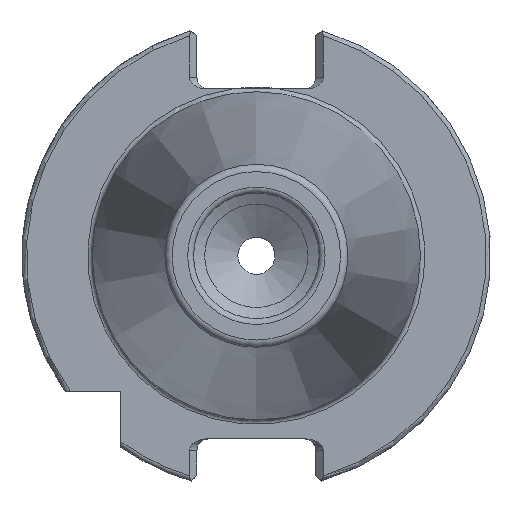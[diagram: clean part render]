
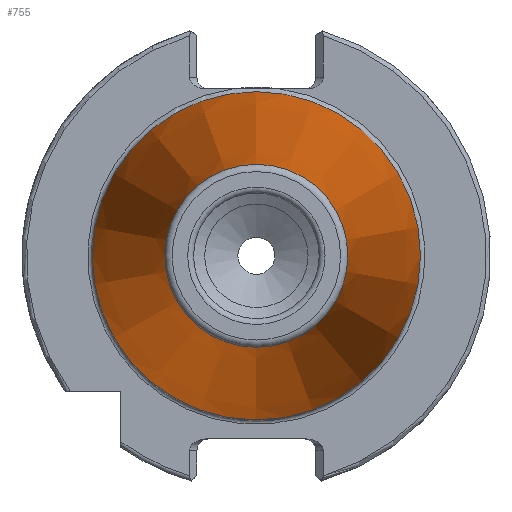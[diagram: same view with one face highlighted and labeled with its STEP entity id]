
A CAD part, left-side view. The second image highlights one B-rep face of the part: STEP entity #755.
In plain terms, the highlighted conical face has half-angle 8.297 degrees and reference radius 22.225 mm.
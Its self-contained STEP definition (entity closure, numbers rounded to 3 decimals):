
#56 = CARTESIAN_POINT ( 'NONE',  ( -67.394, 0., 12.397 ) ) ;
#101 = EDGE_CURVE ( 'NONE', #1865, #1865, #2309, .T. ) ;
#247 = AXIS2_PLACEMENT_3D ( 'NONE', #1806, #789, #440 ) ;
#269 = DIRECTION ( 'NONE',  ( 0., 0., -1. ) ) ;
#369 = CONICAL_SURFACE ( 'NONE', #890, 22.225, 0.145 ) ;
#440 = DIRECTION ( 'NONE',  ( 0., 0., 1. ) ) ;
#632 = FACE_BOUND ( 'NONE', #3746, .T. ) ;
#755 = ADVANCED_FACE ( 'NONE', ( #632, #3602 ), #369, .T. ) ;
#789 = DIRECTION ( 'NONE',  ( -1., 0., 0. ) ) ;
#873 = ORIENTED_EDGE ( 'NONE', *, *, #3403, .T. ) ;
#890 = AXIS2_PLACEMENT_3D ( 'NONE', #1992, #960, #269 ) ;
#960 = DIRECTION ( 'NONE',  ( 1., 0., 0. ) ) ;
#1034 = ORIENTED_EDGE ( 'NONE', *, *, #101, .F. ) ;
#1237 = EDGE_LOOP ( 'NONE', ( #873 ) ) ;
#1727 = DIRECTION ( 'NONE',  ( -1., 0., 0. ) ) ;
#1749 = VERTEX_POINT ( 'NONE', #3318 ) ;
#1806 = CARTESIAN_POINT ( 'NONE',  ( -67.394, 0., 0. ) ) ;
#1865 = VERTEX_POINT ( 'NONE', #56 ) ;
#1992 = CARTESIAN_POINT ( 'NONE',  ( 0., 0., 0. ) ) ;
#2309 = CIRCLE ( 'NONE', #247, 12.397 ) ;
#2371 = CARTESIAN_POINT ( 'NONE',  ( 0., 0., 0. ) ) ;
#2666 = CIRCLE ( 'NONE', #3180, 22.225 ) ;
#3180 = AXIS2_PLACEMENT_3D ( 'NONE', #2371, #1727, #3395 ) ;
#3318 = CARTESIAN_POINT ( 'NONE',  ( 0., 0., 22.225 ) ) ;
#3395 = DIRECTION ( 'NONE',  ( 0., 0., 1. ) ) ;
#3403 = EDGE_CURVE ( 'NONE', #1749, #1749, #2666, .T. ) ;
#3602 = FACE_OUTER_BOUND ( 'NONE', #1237, .T. ) ;
#3746 = EDGE_LOOP ( 'NONE', ( #1034 ) ) ;
